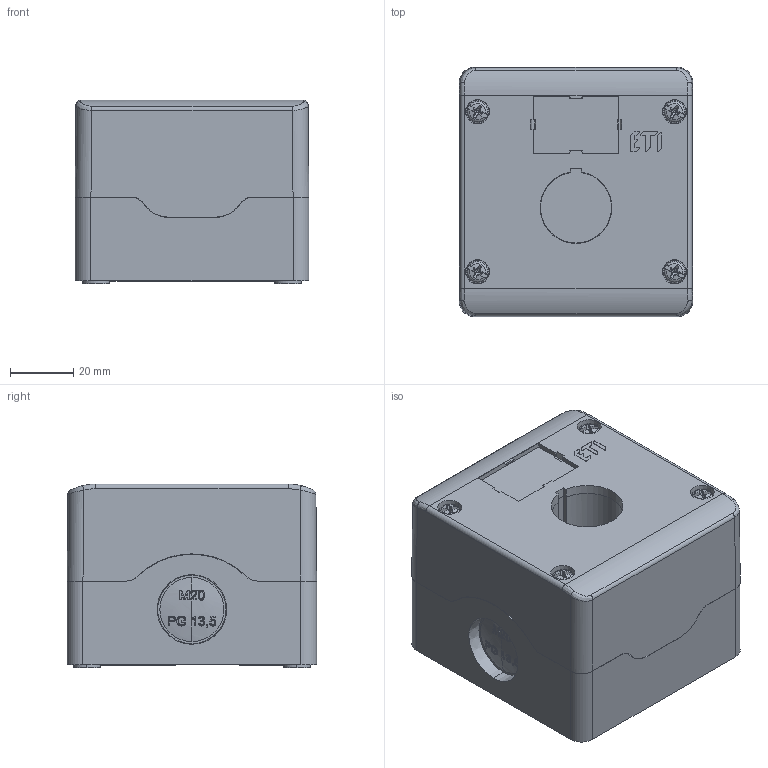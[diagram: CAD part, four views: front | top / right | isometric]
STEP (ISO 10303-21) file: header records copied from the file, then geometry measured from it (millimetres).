
FILE_DESCRIPTION((''),'2;1');
FILE_NAME('004774150_NSE-CS1-Y_ASM','2022-04-12T12:07:45',('klemen.sitar'),('Audax d.o.o.'),'CREO PARAMETRIC BY PTC INC, 2021304','CREO PARAMETRIC BY PTC INC, 2021304','');
FILE_SCHEMA(('AP242_MANAGED_MODEL_BASED_3D_ENGINEERING_MIM_LF { 1 0 10303 442 1 1 4 }'));
Products named in the file (18): PBW-1_PBW-1Y_1_1_1; PBW-1_PBW-1Y_2_1; PBW-1_PBW-1Y_3_1; PBW-1_PBW-1Y_4_1; PBW-1_PBW-1Y_5_1; PBW-1_PBW-1Y_6_1_1; PBW-1_PBW-1Y_6_1_2; PBW-1_PBW-1Y_6_1_3; PBW-1_PBW-1Y_6_1_4; PBW-1_PBW-1Y_6_1_5; PBW-1_PBW-1Y_6_1_6; PBW-1_PBW-1Y_6_1_ASM; ETI_LOGO_1_1; ETI_LOGO_1_2; ETI_LOGO_1_3; ETI_LOGO_1_ASM; PBW-1_PBW-1Y_ASM_1_ASM; 004774150_NSE-CS1-Y_ASM
Assembly tree (17 placements, depth 4):
  004774150_NSE-CS1-Y_ASM
    PBW-1_PBW-1Y_ASM_1_ASM
      PBW-1_PBW-1Y_1_1_1
      PBW-1_PBW-1Y_2_1
      PBW-1_PBW-1Y_3_1
      PBW-1_PBW-1Y_4_1
      PBW-1_PBW-1Y_5_1
      PBW-1_PBW-1Y_6_1_ASM
        PBW-1_PBW-1Y_6_1_1
        PBW-1_PBW-1Y_6_1_2
        PBW-1_PBW-1Y_6_1_3
        PBW-1_PBW-1Y_6_1_4
        PBW-1_PBW-1Y_6_1_5
        PBW-1_PBW-1Y_6_1_6
      ETI_LOGO_1_ASM
        ETI_LOGO_1_1
        ETI_LOGO_1_2
        ETI_LOGO_1_3
Bounding box: 74 x 79.06 x 58.2 mm (x, y, z)
Volume: 141920.5 mm3; surface area: 52703.7 mm2
Topology: 14 solids, 24 shells, 1595 faces, 4598 edges, 3118 vertices
Faces by surface type: plane 686, extrusion 568, cylinder 186, sphere 72, cone 43, torus 34, bspline 6
Entity records: 95858 total; most frequent: CARTESIAN_POINT 28608, ORIENTED_EDGE 8954, DIRECTION 6686, PRESENTATION_STYLE_ASSIGNMENT 6273, STYLED_ITEM 6273, CURVE_STYLE 4668, EDGE_CURVE 4579, VERTEX_POINT 3118
